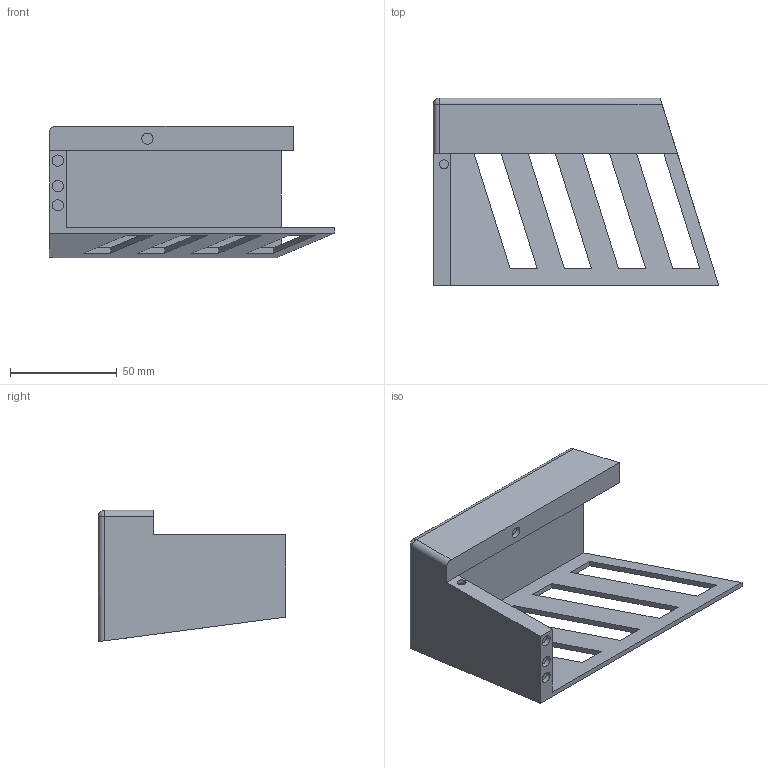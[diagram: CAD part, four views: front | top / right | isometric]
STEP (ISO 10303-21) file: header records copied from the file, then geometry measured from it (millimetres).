
FILE_DESCRIPTION(/* description */ ('STEP AP242','CAx-IF Rec.Pracs.---Representation and Presentation of Product Manufacturing Information (PMI)---4.0---2014-10-13','CAx-IF Rec.Pracs.---3D Tessellated Geometry---0.4---2014-09-14','2;1'),/* implementation_level */ '2;1');
FILE_NAME(/* name */ '6859f55edca1ba45797768b8',/* time_stamp */ '2025-06-24T00:46:23Z',/* author */ (''),/* organization */ (''),/* preprocessor_version */ 'ST-DEVELOPER v20',/* originating_system */ 'ONSHAPE BY PTC INC, 1.199',/* authorisation */ ' ');
FILE_SCHEMA (('AP242_MANAGED_MODEL_BASED_3D_ENGINEERING_MIM_LF { 1 0 10303 442 1 1 4 }'));
Length unit declared in the file: metre
Products named in the file (1): keyBottomCase1-0
Bounding box: 133.75 x 88 x 61.48 mm (x, y, z)
Volume: 117353.7 mm3; surface area: 41687 mm2
Topology: 1 solids, 1 shells, 51 faces, 117 edges, 76 vertices
Faces by surface type: plane 38, cylinder 12, sphere 1
Full cylindrical faces by diameter (mm): 4.152 x1, 5.25 x8
Entity records: 1416 total; most frequent: DIRECTION 236, CARTESIAN_POINT 235, ORIENTED_EDGE 214, EDGE_CURVE 107, LINE 82, VECTOR 82, EDGE_LOOP 77, FACE_BOUND 77
